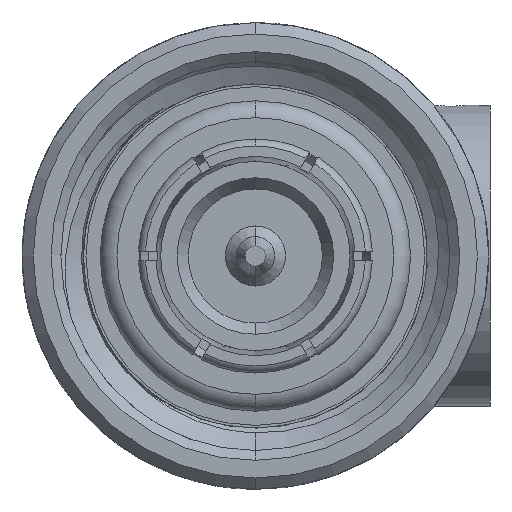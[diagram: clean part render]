
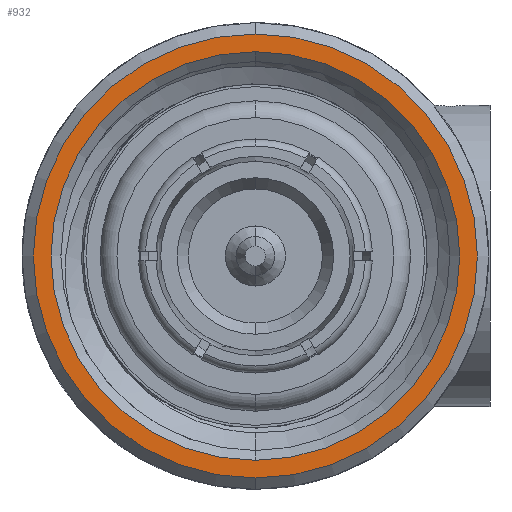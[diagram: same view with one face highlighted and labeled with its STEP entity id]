
A CAD part, left-side view. The second image highlights one B-rep face of the part: STEP entity #932.
In plain terms, the highlighted planar face has unit normal (-1, 0, 0).
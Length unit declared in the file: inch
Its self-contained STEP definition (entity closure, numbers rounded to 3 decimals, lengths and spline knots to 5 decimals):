
#365 = CARTESIAN_POINT ( 'NONE',  ( -0.83465, 0., 0.20685 ) ) ;
#634 = DIRECTION ( 'NONE',  ( 0., 0., -1. ) ) ;
#669 = VERTEX_POINT ( 'NONE', #365 ) ;
#932 = ADVANCED_FACE ( 'NONE', ( #7267, #7796 ), #6553, .F. ) ;
#1027 = CARTESIAN_POINT ( 'NONE',  ( -0.83465, 0., -0.22477 ) ) ;
#1569 = DIRECTION ( 'NONE',  ( 1., 0., 0. ) ) ;
#2282 = DIRECTION ( 'NONE',  ( 0., 0., -1. ) ) ;
#2525 = CARTESIAN_POINT ( 'NONE',  ( -0.83465, 0.23668, 0. ) ) ;
#2881 = AXIS2_PLACEMENT_3D ( 'NONE', #2525, #7850, #5268 ) ;
#3014 = DIRECTION ( 'NONE',  ( 1., 0., 0. ) ) ;
#3120 = DIRECTION ( 'NONE',  ( 1., 0., 0. ) ) ;
#3547 = EDGE_CURVE ( 'NONE', #8172, #669, #5902, .T. ) ;
#3682 = ORIENTED_EDGE ( 'NONE', *, *, #4680, .F. ) ;
#3696 = CIRCLE ( 'NONE', #8307, 0.20685 ) ;
#3746 = CIRCLE ( 'NONE', #6384, 0.22477 ) ;
#4183 = VERTEX_POINT ( 'NONE', #1027 ) ;
#4229 = ORIENTED_EDGE ( 'NONE', *, *, #7924, .T. ) ;
#4636 = CIRCLE ( 'NONE', #5929, 0.22477 ) ;
#4652 = CARTESIAN_POINT ( 'NONE',  ( -0.83465, 0., 0. ) ) ;
#4680 = EDGE_CURVE ( 'NONE', #4183, #6835, #4636, .T. ) ;
#5129 = AXIS2_PLACEMENT_3D ( 'NONE', #7633, #1569, #2282 ) ;
#5169 = DIRECTION ( 'NONE',  ( 0., 0., -1. ) ) ;
#5268 = DIRECTION ( 'NONE',  ( 0., 0., -1. ) ) ;
#5331 = ORIENTED_EDGE ( 'NONE', *, *, #7306, .F. ) ;
#5902 = CIRCLE ( 'NONE', #5129, 0.20685 ) ;
#5929 = AXIS2_PLACEMENT_3D ( 'NONE', #7253, #3120, #5169 ) ;
#6384 = AXIS2_PLACEMENT_3D ( 'NONE', #8444, #3014, #7026 ) ;
#6550 = DIRECTION ( 'NONE',  ( 1., 0., 0. ) ) ;
#6551 = EDGE_LOOP ( 'NONE', ( #3682, #5331 ) ) ;
#6553 = PLANE ( 'NONE',  #2881 ) ;
#6718 = EDGE_LOOP ( 'NONE', ( #4229, #7014 ) ) ;
#6835 = VERTEX_POINT ( 'NONE', #6867 ) ;
#6867 = CARTESIAN_POINT ( 'NONE',  ( -0.83465, 0., 0.22477 ) ) ;
#7014 = ORIENTED_EDGE ( 'NONE', *, *, #3547, .T. ) ;
#7026 = DIRECTION ( 'NONE',  ( 0., 0., -1. ) ) ;
#7253 = CARTESIAN_POINT ( 'NONE',  ( -0.83465, 0., 0. ) ) ;
#7267 = FACE_BOUND ( 'NONE', #6718, .T. ) ;
#7306 = EDGE_CURVE ( 'NONE', #6835, #4183, #3746, .T. ) ;
#7633 = CARTESIAN_POINT ( 'NONE',  ( -0.83465, 0., 0. ) ) ;
#7796 = FACE_OUTER_BOUND ( 'NONE', #6551, .T. ) ;
#7850 = DIRECTION ( 'NONE',  ( 1., 0., 0. ) ) ;
#7924 = EDGE_CURVE ( 'NONE', #669, #8172, #3696, .T. ) ;
#8172 = VERTEX_POINT ( 'NONE', #8359 ) ;
#8307 = AXIS2_PLACEMENT_3D ( 'NONE', #4652, #6550, #634 ) ;
#8359 = CARTESIAN_POINT ( 'NONE',  ( -0.83465, 0., -0.20685 ) ) ;
#8444 = CARTESIAN_POINT ( 'NONE',  ( -0.83465, 0., 0. ) ) ;
